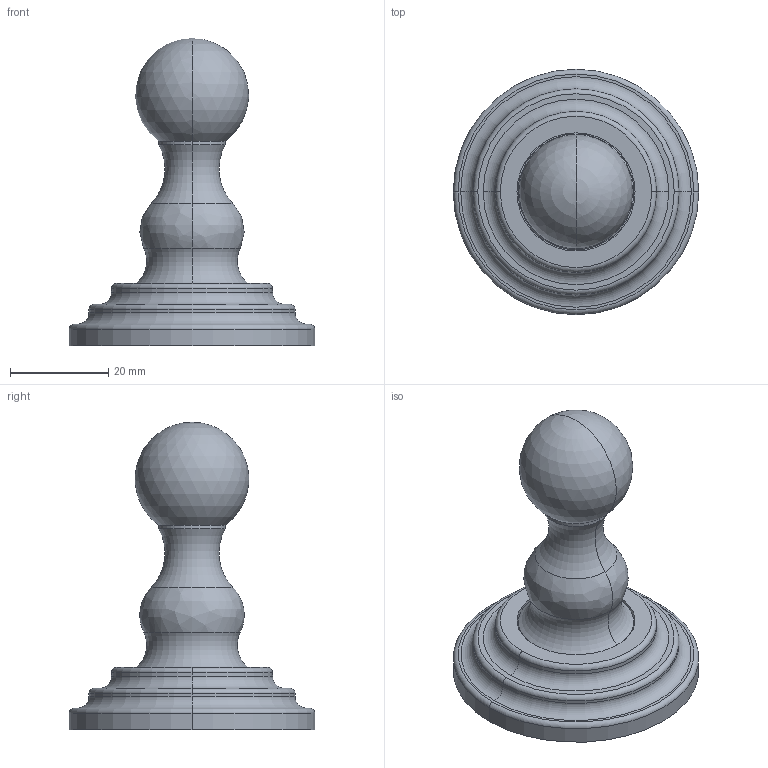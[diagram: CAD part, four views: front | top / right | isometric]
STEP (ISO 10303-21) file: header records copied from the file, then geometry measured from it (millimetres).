
FILE_DESCRIPTION((''),'2;1');
FILE_NAME('1110','2021-09-03T10:40:06',('rsmith'),(''),'CREO PARAMETRIC BY PTC INC, 2018400','CREO PARAMETRIC BY PTC INC, 2018400','');
FILE_SCHEMA(('AUTOMOTIVE_DESIGN { 1 0 10303 214 1 1 1 1 }'));
Length unit declared in the file: inch
Products named in the file (1): 1110
Bounding box: 50.04 x 50.04 x 62.69 mm (x, y, z)
Volume: 31042.1 mm3; surface area: 8240.2 mm2
Topology: 1 solids, 1 shells, 35 faces, 70 edges, 39 vertices
Faces by surface type: torus 14, cylinder 12, plane 5, bspline 2, sphere 2
Entity records: 1673 total; most frequent: CARTESIAN_POINT 198, DIRECTION 190, COLOUR_RGB 148, ORIENTED_EDGE 136, PRESENTATION_STYLE_ASSIGNMENT 104, AXIS2_PLACEMENT_3D 89, STYLED_ITEM 69, CURVE_STYLE 68
